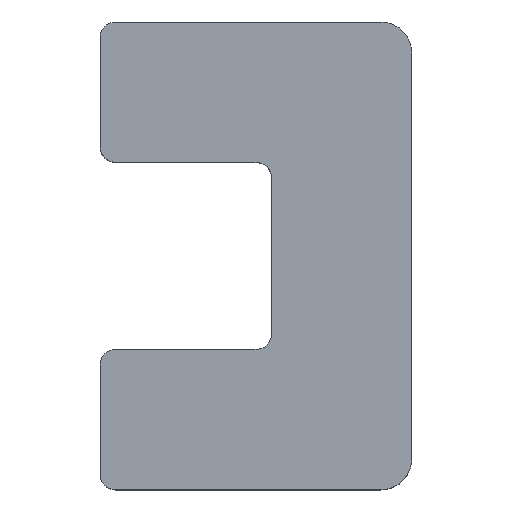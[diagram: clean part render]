
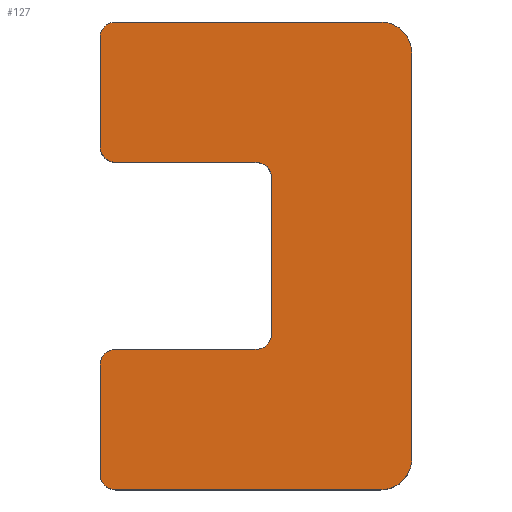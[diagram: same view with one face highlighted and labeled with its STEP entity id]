
A CAD part, top view. The second image highlights one B-rep face of the part: STEP entity #127.
In plain terms, the highlighted planar face has unit normal (0, 0, 1).
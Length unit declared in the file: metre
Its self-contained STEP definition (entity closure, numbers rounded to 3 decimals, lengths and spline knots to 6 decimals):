
#127=ADVANCED_FACE('1:922',(#255),#256,.T.);
#255=FACE_OUTER_BOUND('',#377,.T.);
#256=PLANE('',#378);
#377=EDGE_LOOP('',(#679,#680,#681,#682,#683,#684,#685,#686,#687,#688,#689,#690,#691,#692,#693,#694,#695,#696,#697,#698,#699,#700,#701,#702));
#378=AXIS2_PLACEMENT_3D('',#703,#704,#705);
#679=ORIENTED_EDGE('',*,*,#788,.F.);
#680=ORIENTED_EDGE('',*,*,#811,.T.);
#681=ORIENTED_EDGE('',*,*,#767,.F.);
#682=ORIENTED_EDGE('',*,*,#800,.F.);
#683=ORIENTED_EDGE('',*,*,#808,.F.);
#684=ORIENTED_EDGE('',*,*,#727,.F.);
#685=ORIENTED_EDGE('',*,*,#853,.F.);
#686=ORIENTED_EDGE('',*,*,#850,.F.);
#687=ORIENTED_EDGE('',*,*,#847,.F.);
#688=ORIENTED_EDGE('',*,*,#734,.F.);
#689=ORIENTED_EDGE('',*,*,#845,.F.);
#690=ORIENTED_EDGE('',*,*,#772,.F.);
#691=ORIENTED_EDGE('',*,*,#796,.F.);
#692=ORIENTED_EDGE('',*,*,#843,.T.);
#693=ORIENTED_EDGE('',*,*,#777,.F.);
#694=ORIENTED_EDGE('',*,*,#792,.F.);
#695=ORIENTED_EDGE('',*,*,#804,.T.);
#696=ORIENTED_EDGE('',*,*,#757,.F.);
#697=ORIENTED_EDGE('',*,*,#827,.F.);
#698=ORIENTED_EDGE('',*,*,#829,.T.);
#699=ORIENTED_EDGE('',*,*,#762,.F.);
#700=ORIENTED_EDGE('',*,*,#824,.F.);
#701=ORIENTED_EDGE('',*,*,#854,.T.);
#702=ORIENTED_EDGE('',*,*,#782,.F.);
#703=CARTESIAN_POINT('',(0.0,0.,0.01));
#704=DIRECTION('',(0.0,0.0,1.0));
#705=DIRECTION('',(1.0,0.0,0.0));
#727=EDGE_CURVE('',#859,#862,#863,.T.);
#734=EDGE_CURVE('1:1081',#873,#869,#875,.T.);
#757=EDGE_CURVE('',#913,#916,#917,.T.);
#762=EDGE_CURVE('',#922,#925,#926,.T.);
#767=EDGE_CURVE('',#931,#934,#935,.T.);
#772=EDGE_CURVE('',#940,#943,#944,.T.);
#777=EDGE_CURVE('',#949,#952,#953,.T.);
#782=EDGE_CURVE('',#958,#961,#962,.T.);
#788=EDGE_CURVE('1:937',#969,#958,#971,.T.);
#792=EDGE_CURVE('1:949',#975,#949,#977,.T.);
#796=EDGE_CURVE('1:961',#981,#940,#983,.T.);
#800=EDGE_CURVE('1:973',#987,#931,#989,.T.);
#804=EDGE_CURVE('1:988',#975,#916,#993,.T.);
#808=EDGE_CURVE('1:1000',#862,#987,#997,.T.);
#811=EDGE_CURVE('1:1006',#969,#934,#1000,.T.);
#824=EDGE_CURVE('1:1039',#1016,#922,#1018,.T.);
#827=EDGE_CURVE('1:1048',#1020,#913,#1022,.T.);
#829=EDGE_CURVE('1:1051',#1020,#925,#1024,.T.);
#843=EDGE_CURVE('1:1072',#981,#952,#1038,.T.);
#845=EDGE_CURVE('1:1075',#943,#873,#1040,.T.);
#847=EDGE_CURVE('',#869,#1042,#1043,.T.);
#850=EDGE_CURVE('1:1087',#1042,#1046,#1047,.T.);
#853=EDGE_CURVE('1:1093',#1046,#859,#1050,.T.);
#854=EDGE_CURVE('1:1096',#1016,#961,#1051,.T.);
#859=VERTEX_POINT('',#1056);
#862=VERTEX_POINT('',#1060);
#863=CIRCLE('',#1061,0.001);
#869=VERTEX_POINT('',#1068);
#873=VERTEX_POINT('',#1073);
#875=CIRCLE('',#1076,0.001);
#913=VERTEX_POINT('',#1122);
#916=VERTEX_POINT('',#1126);
#917=CIRCLE('',#1127,0.002);
#922=VERTEX_POINT('',#1133);
#925=VERTEX_POINT('',#1137);
#926=CIRCLE('',#1138,0.002);
#931=VERTEX_POINT('',#1144);
#934=VERTEX_POINT('',#1148);
#935=CIRCLE('',#1149,0.001);
#940=VERTEX_POINT('',#1155);
#943=VERTEX_POINT('',#1159);
#944=CIRCLE('',#1160,0.001);
#949=VERTEX_POINT('',#1166);
#952=VERTEX_POINT('',#1170);
#953=CIRCLE('',#1171,0.001);
#958=VERTEX_POINT('',#1177);
#961=VERTEX_POINT('',#1181);
#962=CIRCLE('',#1182,0.001);
#969=VERTEX_POINT('',#1190);
#971=CIRCLE('',#1193,0.001);
#975=VERTEX_POINT('',#1197);
#977=CIRCLE('',#1200,0.001);
#981=VERTEX_POINT('',#1204);
#983=CIRCLE('',#1207,0.001);
#987=VERTEX_POINT('',#1211);
#989=CIRCLE('',#1214,0.001);
#993=LINE('',#1219,#1220);
#997=LINE('',#1225,#1226);
#1000=LINE('',#1230,#1231);
#1016=VERTEX_POINT('',#1252);
#1018=CIRCLE('',#1255,0.002);
#1020=VERTEX_POINT('',#1257);
#1022=CIRCLE('',#1260,0.002);
#1024=LINE('',#1262,#1263);
#1038=LINE('',#1277,#1278);
#1040=LINE('',#1280,#1281);
#1042=VERTEX_POINT('',#1283);
#1043=CIRCLE('',#1284,0.001);
#1046=VERTEX_POINT('',#1288);
#1047=LINE('',#1289,#1290);
#1050=CIRCLE('',#1294,0.001);
#1051=LINE('',#1295,#1296);
#1056=CARTESIAN_POINT('',(-0.069293,0.005707,0.01));
#1060=CARTESIAN_POINT('',(-0.07,0.006,0.01));
#1061=AXIS2_PLACEMENT_3D('',#1301,#1302,#1303);
#1068=CARTESIAN_POINT('',(-0.069293,-0.005707,0.01));
#1073=CARTESIAN_POINT('',(-0.07,-0.006,0.01));
#1076=AXIS2_PLACEMENT_3D('',#1313,#1314,#1315);
#1122=CARTESIAN_POINT('',(-0.060586,-0.014414,0.01));
#1126=CARTESIAN_POINT('',(-0.062,-0.015,0.01));
#1127=AXIS2_PLACEMENT_3D('',#1349,#1350,#1351);
#1133=CARTESIAN_POINT('',(-0.060586,0.014414,0.01));
#1137=CARTESIAN_POINT('',(-0.06,0.013,0.01));
#1138=AXIS2_PLACEMENT_3D('',#1357,#1358,#1359);
#1144=CARTESIAN_POINT('',(-0.079707,0.006293,0.01));
#1148=CARTESIAN_POINT('',(-0.08,0.007,0.01));
#1149=AXIS2_PLACEMENT_3D('',#1365,#1366,#1367);
#1155=CARTESIAN_POINT('',(-0.079707,-0.006293,0.01));
#1159=CARTESIAN_POINT('',(-0.079,-0.006,0.01));
#1160=AXIS2_PLACEMENT_3D('',#1373,#1374,#1375);
#1166=CARTESIAN_POINT('',(-0.079707,-0.014707,0.01));
#1170=CARTESIAN_POINT('',(-0.08,-0.014,0.01));
#1171=AXIS2_PLACEMENT_3D('',#1381,#1382,#1383);
#1177=CARTESIAN_POINT('',(-0.079707,0.014707,0.01));
#1181=CARTESIAN_POINT('',(-0.079,0.015,0.01));
#1182=AXIS2_PLACEMENT_3D('',#1389,#1390,#1391);
#1190=CARTESIAN_POINT('',(-0.08,0.014,0.01));
#1193=AXIS2_PLACEMENT_3D('',#1400,#1401,#1402);
#1197=CARTESIAN_POINT('',(-0.079,-0.015,0.01));
#1200=AXIS2_PLACEMENT_3D('',#1407,#1408,#1409);
#1204=CARTESIAN_POINT('',(-0.08,-0.007,0.01));
#1207=AXIS2_PLACEMENT_3D('',#1414,#1415,#1416);
#1211=CARTESIAN_POINT('',(-0.079,0.006,0.01));
#1214=AXIS2_PLACEMENT_3D('',#1421,#1422,#1423);
#1219=CARTESIAN_POINT('',(-0.071,-0.015,0.01));
#1220=VECTOR('',#1428,1.0);
#1225=CARTESIAN_POINT('',(-0.071,0.006,0.01));
#1226=VECTOR('',#1433,1.0);
#1230=CARTESIAN_POINT('',(-0.08,0.015,0.01));
#1231=VECTOR('',#1435,1.0);
#1252=CARTESIAN_POINT('',(-0.062,0.015,0.01));
#1255=AXIS2_PLACEMENT_3D('',#1454,#1455,#1456);
#1257=CARTESIAN_POINT('',(-0.06,-0.013,0.01));
#1260=AXIS2_PLACEMENT_3D('',#1458,#1459,#1460);
#1262=CARTESIAN_POINT('',(-0.06,-0.015,0.01));
#1263=VECTOR('',#1461,1.0);
#1277=CARTESIAN_POINT('',(-0.08,-0.006,0.01));
#1278=VECTOR('',#1480,1.0);
#1280=CARTESIAN_POINT('',(-0.071,-0.006,0.01));
#1281=VECTOR('',#1481,1.0);
#1283=CARTESIAN_POINT('',(-0.069,-0.005,0.01));
#1284=AXIS2_PLACEMENT_3D('',#1482,#1483,#1484);
#1288=CARTESIAN_POINT('',(-0.069,0.005,0.01));
#1289=CARTESIAN_POINT('',(-0.069,0.006,0.01));
#1290=VECTOR('',#1486,1.0);
#1294=AXIS2_PLACEMENT_3D('',#1488,#1489,#1490);
#1295=CARTESIAN_POINT('',(-0.06,0.015,0.01));
#1296=VECTOR('',#1491,1.0);
#1301=CARTESIAN_POINT('',(-0.07,0.005,0.01));
#1302=DIRECTION('',(0.0,-0.0,1.0));
#1303=DIRECTION('',(0.707,0.707,0.0));
#1313=CARTESIAN_POINT('',(-0.07,-0.005,0.01));
#1314=DIRECTION('',(0.0,0.0,1.0));
#1315=DIRECTION('',(0.707,-0.707,0.0));
#1349=CARTESIAN_POINT('',(-0.062,-0.013,0.01));
#1350=DIRECTION('',(0.0,-0.0,-1.0));
#1351=DIRECTION('',(0.707,-0.707,0.0));
#1357=CARTESIAN_POINT('',(-0.062,0.013,0.01));
#1358=DIRECTION('',(0.0,0.0,-1.0));
#1359=DIRECTION('',(0.707,0.707,0.0));
#1365=CARTESIAN_POINT('',(-0.079,0.007,0.01));
#1366=DIRECTION('',(-0.0,0.0,-1.0));
#1367=DIRECTION('',(-0.707,-0.707,0.0));
#1373=CARTESIAN_POINT('',(-0.079,-0.007,0.01));
#1374=DIRECTION('',(-0.0,0.0,-1.0));
#1375=DIRECTION('',(-0.707,0.707,0.0));
#1381=CARTESIAN_POINT('',(-0.079,-0.014,0.01));
#1382=DIRECTION('',(-0.0,0.0,-1.0));
#1383=DIRECTION('',(-0.707,-0.707,0.0));
#1389=CARTESIAN_POINT('',(-0.079,0.014,0.01));
#1390=DIRECTION('',(-0.0,0.0,-1.0));
#1391=DIRECTION('',(-0.707,0.707,0.0));
#1400=CARTESIAN_POINT('',(-0.079,0.014,0.01));
#1401=DIRECTION('',(-0.0,0.0,-1.0));
#1402=DIRECTION('',(-0.707,0.707,0.0));
#1407=CARTESIAN_POINT('',(-0.079,-0.014,0.01));
#1408=DIRECTION('',(-0.0,0.0,-1.0));
#1409=DIRECTION('',(-0.707,-0.707,0.0));
#1414=CARTESIAN_POINT('',(-0.079,-0.007,0.01));
#1415=DIRECTION('',(-0.0,0.0,-1.0));
#1416=DIRECTION('',(-0.707,0.707,0.0));
#1421=CARTESIAN_POINT('',(-0.079,0.007,0.01));
#1422=DIRECTION('',(-0.0,0.0,-1.0));
#1423=DIRECTION('',(-0.707,-0.707,0.0));
#1428=DIRECTION('',(1.0,0.0,0.0));
#1433=DIRECTION('',(-1.0,0.0,0.0));
#1435=DIRECTION('',(0.0,-1.0,0.0));
#1454=CARTESIAN_POINT('',(-0.062,0.013,0.01));
#1455=DIRECTION('',(0.0,0.0,-1.0));
#1456=DIRECTION('',(0.707,0.707,0.0));
#1458=CARTESIAN_POINT('',(-0.062,-0.013,0.01));
#1459=DIRECTION('',(0.0,-0.0,-1.0));
#1460=DIRECTION('',(0.707,-0.707,0.0));
#1461=DIRECTION('',(0.0,1.0,0.0));
#1480=DIRECTION('',(0.0,-1.0,0.0));
#1481=DIRECTION('',(1.0,0.0,0.0));
#1482=CARTESIAN_POINT('',(-0.07,-0.005,0.01));
#1483=DIRECTION('',(0.0,0.0,1.0));
#1484=DIRECTION('',(0.707,-0.707,0.0));
#1486=DIRECTION('',(0.0,1.0,0.0));
#1488=CARTESIAN_POINT('',(-0.07,0.005,0.01));
#1489=DIRECTION('',(0.0,-0.0,1.0));
#1490=DIRECTION('',(0.707,0.707,0.0));
#1491=DIRECTION('',(-1.0,0.0,0.0));
